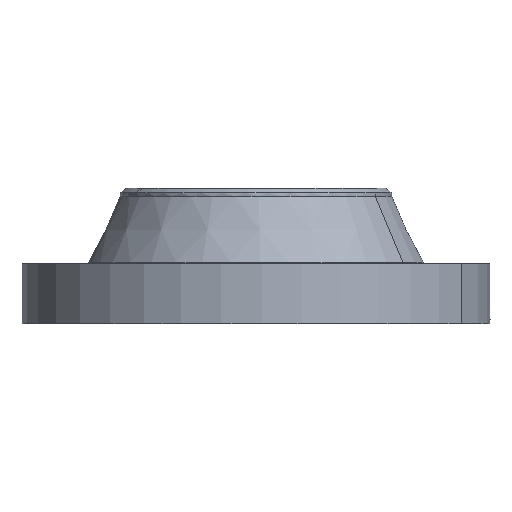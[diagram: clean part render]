
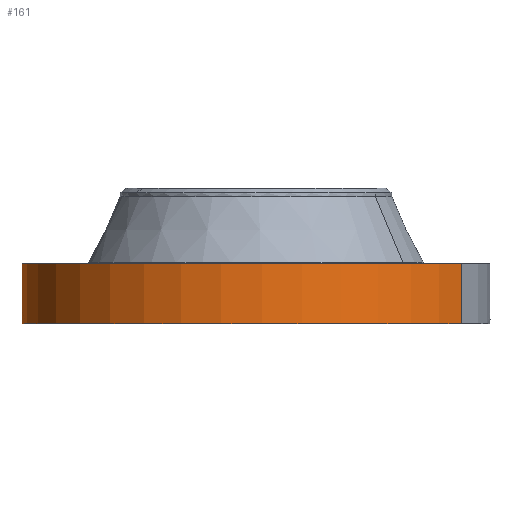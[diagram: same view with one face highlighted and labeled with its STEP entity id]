
A CAD part, left-side view. The second image highlights one B-rep face of the part: STEP entity #161.
In plain terms, the highlighted cylindrical face has radius 393.7 mm (diameter 787.4 mm), a partial arc.
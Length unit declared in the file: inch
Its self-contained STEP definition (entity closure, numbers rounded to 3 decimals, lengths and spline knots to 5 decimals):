
#38=AXIS2_PLACEMENT_3D('Cylinder Axis2P3D',#35,#36,#37) ;
#42=AXIS2_PLACEMENT_3D('Circle Axis2P3D',#40,#41,$) ;
#58=AXIS2_PLACEMENT_3D('Circle Axis2P3D',#56,#57,$) ;
#35=CARTESIAN_POINT('Axis2P3D Location',(0.,0.,4.75)) ;
#40=CARTESIAN_POINT('Axis2P3D Location',(0.,0.,0.25)) ;
#44=CARTESIAN_POINT('Vertex',(-7.4311,-13.60253,0.25)) ;
#46=CARTESIAN_POINT('Vertex',(7.4311,13.60253,0.25)) ;
#49=CARTESIAN_POINT('Line Origine',(-7.4311,-13.60253,2.25)) ;
#53=CARTESIAN_POINT('Vertex',(-7.4311,-13.60253,4.25)) ;
#56=CARTESIAN_POINT('Axis2P3D Location',(0.,0.,4.25)) ;
#60=CARTESIAN_POINT('Vertex',(7.4311,13.60253,4.25)) ;
#63=CARTESIAN_POINT('Line Origine',(7.4311,13.60253,2.25)) ;
#75=CARTESIAN_POINT('Control Point',(-0.00072,15.5,1.29412)) ;
#76=CARTESIAN_POINT('Control Point',(-0.01895,15.5,1.29408)) ;
#77=CARTESIAN_POINT('Control Point',(-0.03718,15.49997,1.29263)) ;
#78=CARTESIAN_POINT('Control Point',(-0.0552,15.4999,1.28979)) ;
#79=CARTESIAN_POINT('Vertex',(-0.00072,15.5,1.29412)) ;
#81=CARTESIAN_POINT('Vertex',(-0.05519,15.4999,1.28979)) ;
#85=CARTESIAN_POINT('Control Point',(-0.05519,15.4999,1.28979)) ;
#86=CARTESIAN_POINT('Control Point',(-0.09566,15.49976,1.28538)) ;
#87=CARTESIAN_POINT('Control Point',(-0.13551,15.49945,1.27361)) ;
#88=CARTESIAN_POINT('Control Point',(-0.17221,15.49904,1.25526)) ;
#89=CARTESIAN_POINT('Vertex',(-0.17221,15.49904,1.25526)) ;
#93=CARTESIAN_POINT('Control Point',(-0.03103,15.49997,0.53119)) ;
#94=CARTESIAN_POINT('Control Point',(-0.09621,15.49984,0.53944)) ;
#95=CARTESIAN_POINT('Control Point',(-0.15934,15.49937,0.56129)) ;
#96=CARTESIAN_POINT('Control Point',(-0.21647,15.49861,0.5961)) ;
#97=CARTESIAN_POINT('Control Point',(-0.28892,15.49737,0.66419)) ;
#98=CARTESIAN_POINT('Control Point',(-0.33654,15.49636,0.74868)) ;
#99=CARTESIAN_POINT('Control Point',(-0.34959,15.49606,0.77874)) ;
#100=CARTESIAN_POINT('Control Point',(-0.37181,15.49555,0.84898)) ;
#101=CARTESIAN_POINT('Control Point',(-0.3773,15.49541,0.92214)) ;
#102=CARTESIAN_POINT('Control Point',(-0.37503,15.49546,0.96295)) ;
#103=CARTESIAN_POINT('Control Point',(-0.35661,15.49592,1.06074)) ;
#104=CARTESIAN_POINT('Control Point',(-0.30822,15.49698,1.14797)) ;
#105=CARTESIAN_POINT('Control Point',(-0.26988,15.49775,1.19327)) ;
#106=CARTESIAN_POINT('Control Point',(-0.22357,15.49847,1.22957)) ;
#107=CARTESIAN_POINT('Control Point',(-0.17221,15.49904,1.25526)) ;
#108=CARTESIAN_POINT('Vertex',(-0.03103,15.49997,0.53119)) ;
#112=CARTESIAN_POINT('Control Point',(-0.03103,15.49997,0.53119)) ;
#113=CARTESIAN_POINT('Control Point',(-0.02068,15.49999,0.53087)) ;
#114=CARTESIAN_POINT('Control Point',(-0.01033,15.5,0.53094)) ;
#115=CARTESIAN_POINT('Control Point',(0.,15.5,0.53137)) ;
#116=CARTESIAN_POINT('Vertex',(0.,15.5,0.53137)) ;
#120=CARTESIAN_POINT('Control Point',(0.19261,15.4988,0.58744)) ;
#121=CARTESIAN_POINT('Control Point',(0.149,15.49935,0.56206)) ;
#122=CARTESIAN_POINT('Control Point',(0.10112,15.49978,0.54379)) ;
#123=CARTESIAN_POINT('Control Point',(0.05081,15.5,0.53353)) ;
#124=CARTESIAN_POINT('Control Point',(0.,15.5,0.53137)) ;
#125=CARTESIAN_POINT('Vertex',(0.19261,15.4988,0.58744)) ;
#129=CARTESIAN_POINT('Control Point',(0.19261,15.4988,0.58744)) ;
#130=CARTESIAN_POINT('Control Point',(0.24943,15.4981,0.62051)) ;
#131=CARTESIAN_POINT('Control Point',(0.29947,15.49721,0.6649)) ;
#132=CARTESIAN_POINT('Control Point',(0.33958,15.49632,0.71904)) ;
#133=CARTESIAN_POINT('Control Point',(0.38375,15.49526,0.81725)) ;
#134=CARTESIAN_POINT('Control Point',(0.39227,15.49503,0.92254)) ;
#135=CARTESIAN_POINT('Control Point',(0.39014,15.49509,0.96271)) ;
#136=CARTESIAN_POINT('Control Point',(0.37595,15.49545,1.03762)) ;
#137=CARTESIAN_POINT('Control Point',(0.3438,15.4962,1.10605)) ;
#138=CARTESIAN_POINT('Control Point',(0.32472,15.49662,1.13647)) ;
#139=CARTESIAN_POINT('Control Point',(0.26301,15.49786,1.21279)) ;
#140=CARTESIAN_POINT('Control Point',(0.17996,15.4991,1.26569)) ;
#141=CARTESIAN_POINT('Control Point',(0.12127,15.49971,1.28769)) ;
#142=CARTESIAN_POINT('Control Point',(0.06016,15.5,1.2971)) ;
#143=CARTESIAN_POINT('Control Point',(-0.00003,15.5,1.29415)) ;
#144=CARTESIAN_POINT('Vertex',(-0.00003,15.5,1.29415)) ;
#148=CARTESIAN_POINT('Control Point',(-0.00072,15.5,1.29412)) ;
#149=CARTESIAN_POINT('Control Point',(-0.00037,15.5,1.29414)) ;
#150=CARTESIAN_POINT('Control Point',(-0.00003,15.5,1.29415)) ;
#36=DIRECTION('Axis2P3D Direction',(0.,0.,-0.039)) ;
#37=DIRECTION('Axis2P3D XDirection',(0.019,0.035,0.)) ;
#41=DIRECTION('Axis2P3D Direction',(0.,0.,-0.039)) ;
#50=DIRECTION('Vector Direction',(0.,0.,-0.039)) ;
#57=DIRECTION('Axis2P3D Direction',(0.,0.,-0.039)) ;
#64=DIRECTION('Vector Direction',(0.,0.,-0.039)) ;
#51=VECTOR('Line Direction',#50,0.03937) ;
#65=VECTOR('Line Direction',#64,0.03937) ;
#69=ORIENTED_EDGE('',*,*,#48,.F.) ;
#70=ORIENTED_EDGE('',*,*,#55,.T.) ;
#71=ORIENTED_EDGE('',*,*,#62,.T.) ;
#72=ORIENTED_EDGE('',*,*,#67,.F.) ;
#153=ORIENTED_EDGE('',*,*,#83,.T.) ;
#154=ORIENTED_EDGE('',*,*,#91,.T.) ;
#155=ORIENTED_EDGE('',*,*,#110,.F.) ;
#156=ORIENTED_EDGE('',*,*,#118,.T.) ;
#157=ORIENTED_EDGE('',*,*,#127,.F.) ;
#158=ORIENTED_EDGE('',*,*,#146,.T.) ;
#159=ORIENTED_EDGE('',*,*,#151,.F.) ;
#160=FACE_BOUND('',#152,.T.) ;
#161=ADVANCED_FACE('PartBody',(#73,#160),#39,.T.) ;
#74=B_SPLINE_CURVE_WITH_KNOTS('',3,(#75,#76,#77,#78),.UNSPECIFIED.,.F.,.U.,(4,4),(34.61662,36.63965),.UNSPECIFIED.) ;
#84=B_SPLINE_CURVE_WITH_KNOTS('',3,(#85,#86,#87,#88),.UNSPECIFIED.,.F.,.U.,(4,4),(0.,4.57505),.UNSPECIFIED.) ;
#92=B_SPLINE_CURVE_WITH_KNOTS('',5,(#93,#94,#95,#96,#97,#98,#99,#100,#101,#102,#103,#104,#105,#106,#107),.UNSPECIFIED.,.F.,.U.,(6,3,3,3,6),(0.,11.41828,17.25832,24.61331,35.28373),.UNSPECIFIED.) ;
#111=B_SPLINE_CURVE_WITH_KNOTS('',3,(#112,#113,#114,#115),.UNSPECIFIED.,.F.,.U.,(4,4),(0.,1.07956),.UNSPECIFIED.) ;
#119=B_SPLINE_CURVE_WITH_KNOTS('',4,(#120,#121,#122,#123,#124),.UNSPECIFIED.,.F.,.U.,(5,5),(0.,7.07927),.UNSPECIFIED.) ;
#128=B_SPLINE_CURVE_WITH_KNOTS('',5,(#129,#130,#131,#132,#133,#134,#135,#136,#137,#138,#139,#140,#141,#142,#143),.UNSPECIFIED.,.F.,.U.,(6,3,3,3,6),(0.,11.52909,18.61044,25.03392,36.28336),.UNSPECIFIED.) ;
#147=B_SPLINE_CURVE_WITH_KNOTS('',2,(#148,#149,#150),.UNSPECIFIED.,.F.,.U.,(3,3),(1.0213,1.04709),.UNSPECIFIED.) ;
#43=CIRCLE('generated circle',#42,15.5) ;
#59=CIRCLE('generated circle',#58,15.5) ;
#39=CYLINDRICAL_SURFACE('generated cylinder',#38,15.5) ;
#48=EDGE_CURVE('',#45,#47,#43,.T.) ;
#55=EDGE_CURVE('',#45,#54,#52,.F.) ;
#62=EDGE_CURVE('',#54,#61,#59,.T.) ;
#67=EDGE_CURVE('',#47,#61,#66,.F.) ;
#83=EDGE_CURVE('',#80,#82,#74,.T.) ;
#91=EDGE_CURVE('',#82,#90,#84,.T.) ;
#110=EDGE_CURVE('',#109,#90,#92,.T.) ;
#118=EDGE_CURVE('',#109,#117,#111,.T.) ;
#127=EDGE_CURVE('',#126,#117,#119,.T.) ;
#146=EDGE_CURVE('',#126,#145,#128,.T.) ;
#151=EDGE_CURVE('',#80,#145,#147,.T.) ;
#68=EDGE_LOOP('',(#69,#70,#71,#72)) ;
#152=EDGE_LOOP('',(#153,#154,#155,#156,#157,#158,#159)) ;
#73=FACE_OUTER_BOUND('',#68,.T.) ;
#52=LINE('Line',#49,#51) ;
#66=LINE('Line',#63,#65) ;
#45=VERTEX_POINT('',#44) ;
#47=VERTEX_POINT('',#46) ;
#54=VERTEX_POINT('',#53) ;
#61=VERTEX_POINT('',#60) ;
#80=VERTEX_POINT('',#79) ;
#82=VERTEX_POINT('',#81) ;
#90=VERTEX_POINT('',#89) ;
#109=VERTEX_POINT('',#108) ;
#117=VERTEX_POINT('',#116) ;
#126=VERTEX_POINT('',#125) ;
#145=VERTEX_POINT('',#144) ;
